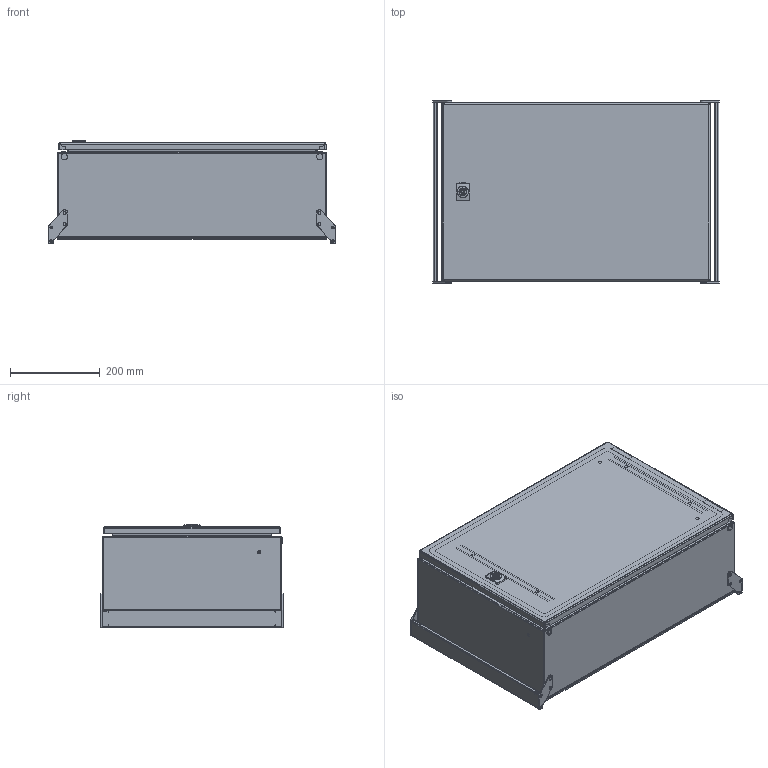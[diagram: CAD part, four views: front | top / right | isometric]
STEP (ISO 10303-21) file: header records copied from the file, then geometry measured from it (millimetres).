
FILE_DESCRIPTION (( 'STEP AP214' ), '1' );
FILE_NAME ('BAE-2164.STEP', '2011-11-23T12:34:50', ( 'Besitzer' ), ( '' ), 'SwSTEP 2.0', 'SolidWorks 2010', '' );
FILE_SCHEMA (( 'AUTOMOTIVE_DESIGN' ));
Length unit declared in the file: millimetre
Products named in the file (45): ENG-114915_02B10-2164-M002; ENG-005950_6mm; ENG-000963_M5 X 0.8 (6MM LONG); ENG-00045A_Normal; ENG-114916_02U10-2164-M002; ENG-000138_M6x12; ENG-114917_02E10-2164-M002; ENG-000872_ohne Deckteil, Stift gedreht; ENG-000872_ohne Deckelteil; ENG-000268_509; ENGB-000201_510; ENG-001754_127; ENG-001755_1242; ENG-122017_03E70-113-01; ENG-000754_03B30-011; 040520061108_03U30-011; ENG-000138_M6x20; ENG-000806_03E31-011-01; ENG-000169_508; ENG-000929_LS-294; ENG-000129_SV-5326 (90Grad gedr.); ENG-000125; ENG-000020; ENG-000093; ENG-000021; ENG-000092; ENG-000127; ENG-000126; ENG-000128; 1000-160-1; 040520061415_600 x 400; ENG-111696_93BAE-2144-M002; ENG-111695_95BAV-2143-M002; ENG-103933_97BAE-2144-M001; ENG-111695_94BAV-2143-M002; ENG-111694_96BAV-2143-M002; ENG-107581_2617; ENG-000216_2351; ENG-107584; ENG-114884_90BAE-2164-M002 ...
Assembly tree (98 placements, depth 6):
  BAE-2164
    ENG-000098_M6  x8
    ENG-000098_M4  x8
    ENG-111696_93BAE-2144-M002  x2
      ENG-107584
      ENG-111695_95BAV-2143-M002
        ENG-000216_2351  x2
        ENG-107581_2617  x2
        ENG-111694_96BAV-2143-M002
      ENG-111695_94BAV-2143-M002
        ENG-000216_2351  x2
        ENG-107581_2617  x2
        ENG-111694_96BAV-2143-M002
      ENG-103933_97BAE-2144-M001
    ENG-114884_90BAE-2164-M002
      ENG-114528_BAE-2164 u. 3064
      ENG-114885_91BAE-2164-M002
    ENG-000754_03B30-011
      ENG-000098_M6  x4
      ENG-000129_SV-5326 (90Grad gedr.)
        1000-160-1
        ENG-000128
        ENG-000125
          ENG-000020
          ENG-000093
            ENG-000092
            ENG-000021
        ENG-000126
        ENG-000127
      040520061108_03U30-011
        ENG-000138_M6x20  x6
        ENG-000169_508  x2
        ENG-000806_03E31-011-01
      ENG-000929_LS-294  x2
      040520061415_600 x 400
    ENG-114915_02B10-2164-M002
      ENG-000098_M6  x4
      ENG-001755_1242  x4
      ENG-005950_6mm  x4
        ENG-00045A_Normal
        ENG-000963_M5 X 0.8 (6MM LONG)
      ENG-001754_127  x2
      ENG-000872_ohne Deckteil, Stift gedreht
        ENGB-000201_510
        ENG-000268_509
      ENG-000872_ohne Deckelteil
        ENGB-000201_510
        ENG-000268_509
      ENG-122017_03E70-113-01
      ENG-114916_02U10-2164-M002
        ENG-000138_M6x20  x2
        ENG-000138_M6x12  x4
        ENG-114917_02E10-2164-M002
Bounding box: 640 x 408 x 231.49 mm (x, y, z)
Volume: 2355263.8 mm3; surface area: 2535602.2 mm2
Topology: 101 solids, 101 shells, 2426 faces, 5856 edges, 3680 vertices
Faces by surface type: plane 1062, cylinder 793, cone 202, bspline 176, torus 113, sphere 80
Entity records: 48540 total; most frequent: CARTESIAN_POINT 15788, DIRECTION 6398, ORIENTED_EDGE 6334, EDGE_CURVE 3167, AXIS2_PLACEMENT_3D 2382, VERTEX_POINT 1986, LINE 1634, VECTOR 1634
